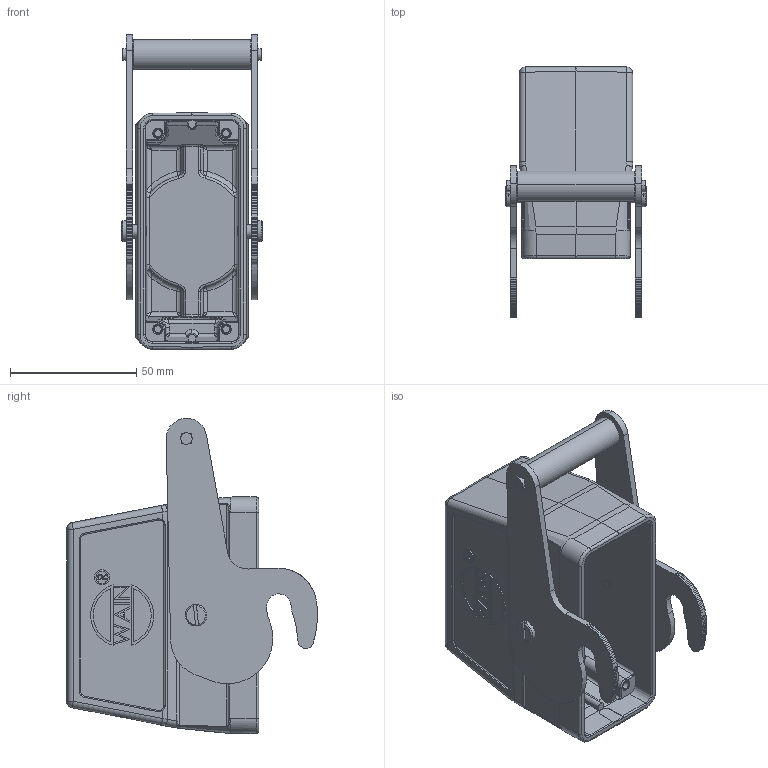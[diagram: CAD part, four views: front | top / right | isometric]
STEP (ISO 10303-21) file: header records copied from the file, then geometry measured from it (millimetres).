
FILE_DESCRIPTION((''),'2;1');
FILE_NAME('3D_1110165555004_H16B-SEH-1L_C-','2020-09-29T',('xk.he'),(''),'CREO PARAMETRIC BY PTC INC, 2016130','CREO PARAMETRIC BY PTC INC, 2016130','');
FILE_SCHEMA(('CONFIG_CONTROL_DESIGN'));
Length unit declared in the file: millimetre
Products named in the file (1): 3D_1110165555004_H16B-SEH-1L_C-
Bounding box: 55.8 x 99.25 x 124.76 mm (x, y, z)
Volume: 98140.2 mm3; surface area: 58927.7 mm2
Topology: 1 solids, 1 shells, 849 faces, 2188 edges, 1365 vertices
Faces by surface type: cylinder 331, plane 287, bspline 123, torus 52, cone 38, extrusion 10, sphere 8
Entity records: 33706 total; most frequent: CARTESIAN_POINT 13770, ORIENTED_EDGE 4332, DIRECTION 3931, EDGE_CURVE 2166, AXIS2_PLACEMENT_3D 1454, VERTEX_POINT 1365, VECTOR 1023, LINE 1013
